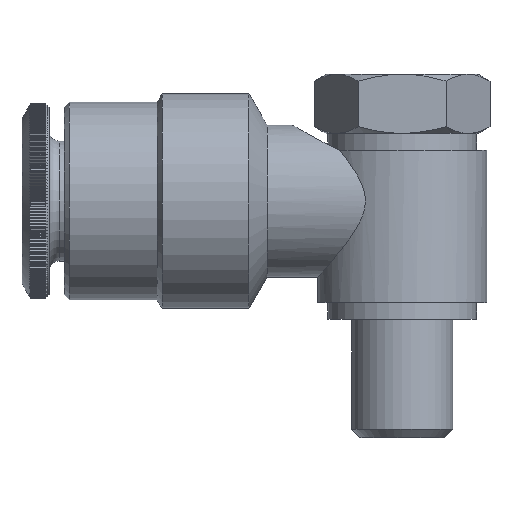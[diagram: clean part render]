
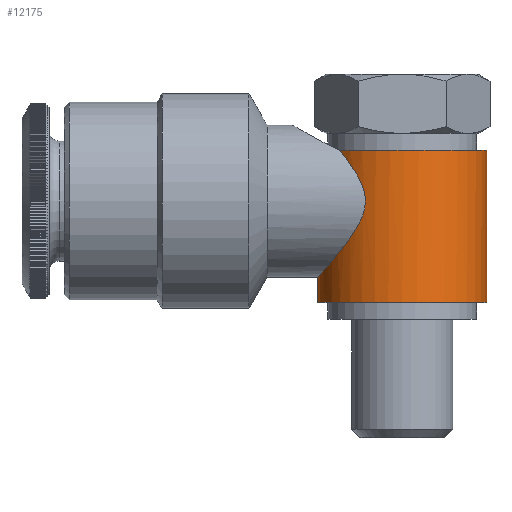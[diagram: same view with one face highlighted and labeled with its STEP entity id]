
A CAD part, top view. The second image highlights one B-rep face of the part: STEP entity #12175.
In plain terms, the highlighted cylindrical face has radius 5 mm (diameter 10 mm), a full revolution.
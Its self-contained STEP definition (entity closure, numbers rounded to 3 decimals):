
#2927=CIRCLE('',#13302,5.);
#2939=CIRCLE('',#13328,5.);
#3005=FACE_BOUND('',#4366,.T.);
#3665=FACE_OUTER_BOUND('',#4365,.T.);
#4365=EDGE_LOOP('',(#11294,#11295));
#4366=EDGE_LOOP('',(#11296));
#4376=B_SPLINE_CURVE_WITH_KNOTS('',3,(#21836,#21837,#21838,#21839,#21840,
#21841,#21842,#21843,#21844,#21845,#21846,#21847,#21848,#21849,#21850,#21851,
#21852,#21853,#21854,#21855,#21856,#21857,#21858,#21859,#21860,#21861,#21862,
#21863,#21864,#21865,#21866,#21867,#21868,#21869,#21870),.UNSPECIFIED.,
 .F.,.F.,(4,2,2,3,2,2,2,2,2,2,2,2,2,2,2,2,4),(2.662,2.83,
2.928,3.026,3.124,3.222,3.418,
3.6,3.782,3.964,4.146,4.342,
4.441,4.539,4.637,4.735,4.902),
 .UNSPECIFIED.);
#5627=VERTEX_POINT('',#21803);
#5628=VERTEX_POINT('',#21804);
#5640=VERTEX_POINT('',#21901);
#7513=EDGE_CURVE('',#5628,#5627,#2927,.T.);
#7516=EDGE_CURVE('',#5627,#5628,#4376,.T.);
#7526=EDGE_CURVE('',#5640,#5640,#2939,.T.);
#11294=ORIENTED_EDGE('',*,*,#7513,.T.);
#11295=ORIENTED_EDGE('',*,*,#7516,.T.);
#11296=ORIENTED_EDGE('',*,*,#7526,.T.);
#11516=CYLINDRICAL_SURFACE('',#13327,5.);
#12175=ADVANCED_FACE('',(#3665,#3005),#11516,.T.);
#13302=AXIS2_PLACEMENT_3D('',#21829,#16108,#16109);
#13327=AXIS2_PLACEMENT_3D('',#21900,#16158,#16159);
#13328=AXIS2_PLACEMENT_3D('',#21902,#16160,#16161);
#16108=DIRECTION('center_axis',(0.,0.,1.));
#16109=DIRECTION('ref_axis',(-1.,0.,0.));
#16158=DIRECTION('center_axis',(0.,0.,1.));
#16159=DIRECTION('ref_axis',(-1.,0.,0.));
#16160=DIRECTION('center_axis',(0.,0.,-1.));
#16161=DIRECTION('ref_axis',(-1.,0.,0.));
#21803=CARTESIAN_POINT('',(3.354,3.708,-3.));
#21804=CARTESIAN_POINT('',(-3.354,3.708,-3.));
#21829=CARTESIAN_POINT('Origin',(0.,0.,-3.));
#21836=CARTESIAN_POINT('Ctrl Pts',(3.354,3.708,-3.));
#21837=CARTESIAN_POINT('Ctrl Pts',(3.678,3.415,-2.638));
#21838=CARTESIAN_POINT('Ctrl Pts',(3.947,3.089,-2.217));
#21839=CARTESIAN_POINT('Ctrl Pts',(4.254,2.635,-1.495));
#21840=CARTESIAN_POINT('Ctrl Pts',(4.343,2.481,-1.216));
#21841=CARTESIAN_POINT('Ctrl Pts',(4.465,2.253,-0.633));
#21842=CARTESIAN_POINT('Ctrl Pts',(4.5,2.179,-0.327));
#21843=CARTESIAN_POINT('Ctrl Pts',(4.5,2.179,0.));
#21844=CARTESIAN_POINT('Ctrl Pts',(4.5,2.179,0.327));
#21845=CARTESIAN_POINT('Ctrl Pts',(4.465,2.253,0.633));
#21846=CARTESIAN_POINT('Ctrl Pts',(4.343,2.481,1.216));
#21847=CARTESIAN_POINT('Ctrl Pts',(4.254,2.635,1.495));
#21848=CARTESIAN_POINT('Ctrl Pts',(3.914,3.138,2.296));
#21849=CARTESIAN_POINT('Ctrl Pts',(3.581,3.527,2.783));
#21850=CARTESIAN_POINT('Ctrl Pts',(2.811,4.163,3.553));
#21851=CARTESIAN_POINT('Ctrl Pts',(2.331,4.463,3.896));
#21852=CARTESIAN_POINT('Ctrl Pts',(1.229,4.882,4.37));
#21853=CARTESIAN_POINT('Ctrl Pts',(0.607,5.,4.5));
#21854=CARTESIAN_POINT('Ctrl Pts',(-0.607,5.,4.5));
#21855=CARTESIAN_POINT('Ctrl Pts',(-1.229,4.882,4.37));
#21856=CARTESIAN_POINT('Ctrl Pts',(-2.331,4.463,3.896));
#21857=CARTESIAN_POINT('Ctrl Pts',(-2.811,4.163,3.553));
#21858=CARTESIAN_POINT('Ctrl Pts',(-3.581,3.527,2.783));
#21859=CARTESIAN_POINT('Ctrl Pts',(-3.914,3.138,2.296));
#21860=CARTESIAN_POINT('Ctrl Pts',(-4.254,2.635,1.495));
#21861=CARTESIAN_POINT('Ctrl Pts',(-4.343,2.481,1.216));
#21862=CARTESIAN_POINT('Ctrl Pts',(-4.465,2.253,0.633));
#21863=CARTESIAN_POINT('Ctrl Pts',(-4.5,2.179,0.327));
#21864=CARTESIAN_POINT('Ctrl Pts',(-4.5,2.179,-0.327));
#21865=CARTESIAN_POINT('Ctrl Pts',(-4.465,2.253,-0.633));
#21866=CARTESIAN_POINT('Ctrl Pts',(-4.343,2.481,-1.216));
#21867=CARTESIAN_POINT('Ctrl Pts',(-4.254,2.635,-1.495));
#21868=CARTESIAN_POINT('Ctrl Pts',(-3.947,3.089,-2.217));
#21869=CARTESIAN_POINT('Ctrl Pts',(-3.678,3.415,-2.638));
#21870=CARTESIAN_POINT('Ctrl Pts',(-3.354,3.708,-3.));
#21900=CARTESIAN_POINT('Origin',(0.,0.,0.));
#21901=CARTESIAN_POINT('',(5.,0.,6.));
#21902=CARTESIAN_POINT('Origin',(0.,0.,6.));
